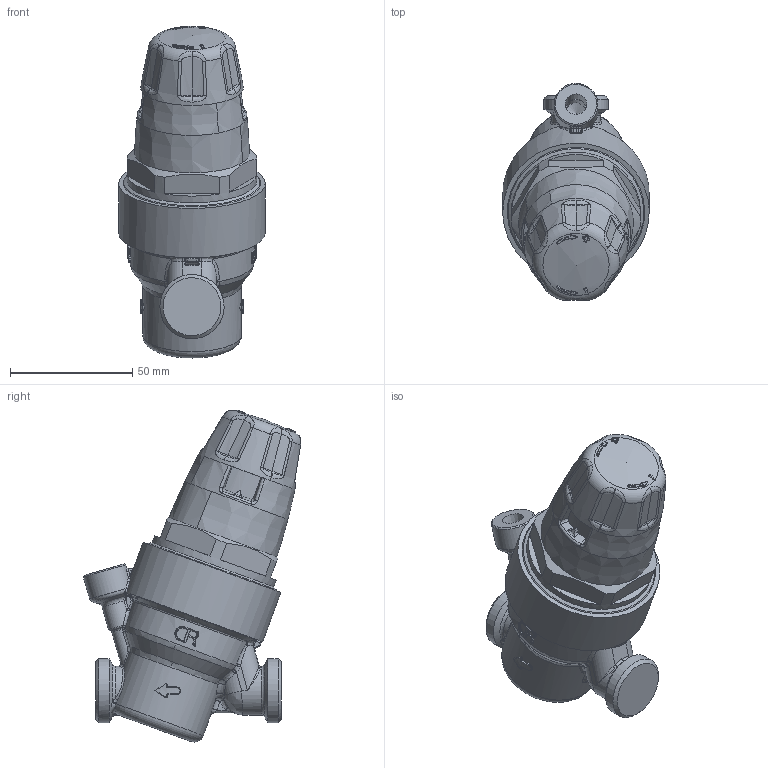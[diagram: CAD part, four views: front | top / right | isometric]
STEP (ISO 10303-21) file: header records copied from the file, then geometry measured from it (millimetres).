
FILE_DESCRIPTION(/* description */ ('CATIA V5 STEP Exchange'),/* implementation_level */ '2;1');
FILE_NAME(/* name */ '535840HA.stp',/* time_stamp */ '2025-08-19T09:36:06-05:00',/* author */ ('ischreiner'),/* organization */ ('none'),/* preprocessor_version */ 'ST-DEVELOPER v20',/* originating_system */ 'Autodesk Inventor 2025',/* authorisation */ 'none');
FILE_SCHEMA (('AUTOMOTIVE_DESIGN { 1 0 10303 214 3 1 1 }'));
Products named in the file (1): 535840HA - TST
Bounding box: 59.99 x 88.96 x 135.88 mm (x, y, z)
Volume: 249377.8 mm3; surface area: 27849.4 mm2
Topology: 1 solids, 1 shells, 743 faces, 1881 edges, 1125 vertices
Faces by surface type: bspline 327, cylinder 152, plane 130, torus 74, sphere 37, cone 23
Full cylindrical faces by diameter (mm): 7.95 x1, 18 x1, 20 x1, 26.3 x2, 53 x1, 60 x1
Entity records: 49218 total; most frequent: CARTESIAN_POINT 32581, ORIENTED_EDGE 3702, DIRECTION 2953, EDGE_CURVE 1851, AXIS2_PLACEMENT_3D 1301, VERTEX_POINT 1125, EDGE_LOOP 758, FACE_OUTER_BOUND 743
